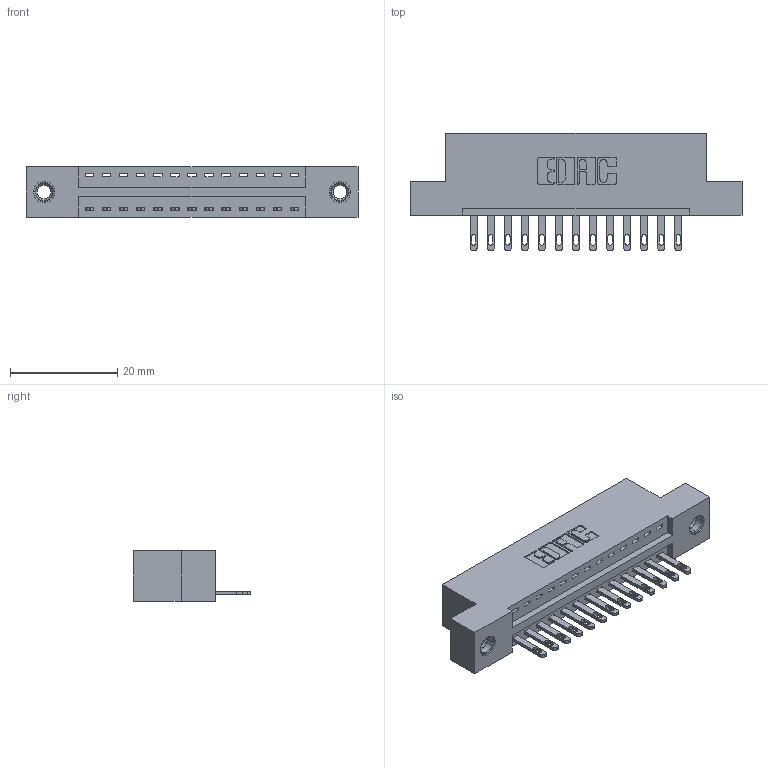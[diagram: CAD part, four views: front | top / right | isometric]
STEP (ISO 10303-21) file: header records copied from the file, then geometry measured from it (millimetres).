
FILE_DESCRIPTION (( 'STEP AP203' ), '1' );
FILE_NAME ('346-013-500-107.STEP', '2018-08-19T23:25:10', ( '' ), ( '' ), 'SwSTEP 2.0', 'SolidWorks 2016', '' );
FILE_SCHEMA (( 'CONFIG_CONTROL_DESIGN' ));
Length unit declared in the file: inch
Products named in the file (4): 345-292-001_345-293-100; 345-250-001_345-250-005-103; 346-013-500-107; 346 Part_Flush Mounting Lugs - 0.156 Dia-TI
Assembly tree (16 placements, depth 2):
  346-013-500-107
    346 Part_Flush Mounting Lugs - 0.156 Dia-TI
    345-292-001_345-293-100  x13
    345-250-001_345-250-005-103  x2
Bounding box: 61.85 x 21.84 x 9.4 mm (x, y, z)
Volume: 5715 mm3; surface area: 6895.1 mm2
Topology: 16 solids, 16 shells, 884 faces, 2649 edges, 1758 vertices
Faces by surface type: plane 550, cylinder 318, cone 12, torus 4
Entity records: 13088 total; most frequent: CARTESIAN_POINT 2234, ORIENTED_EDGE 2174, DIRECTION 2035, EDGE_CURVE 1087, LINE 879, VECTOR 879, VERTEX_POINT 720, AXIS2_PLACEMENT_3D 578
